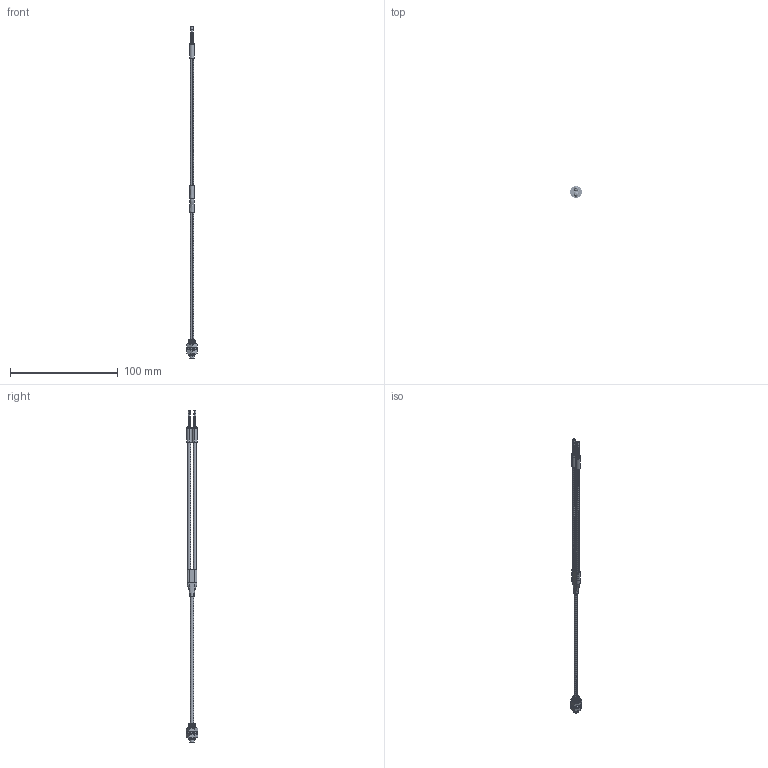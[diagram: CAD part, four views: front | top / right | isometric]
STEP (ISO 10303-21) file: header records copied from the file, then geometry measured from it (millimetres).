
FILE_DESCRIPTION((''),'2;1');
FILE_NAME('161901_ASM','2016-01-05T',('pdmadmin'),(''),'PRO/ENGINEER BY PARAMETRIC TECHNOLOGY CORPORATION, 2013230','PRO/ENGINEER BY PARAMETRIC TECHNOLOGY CORPORATION, 2013230','');
FILE_SCHEMA(('CONFIG_CONTROL_DESIGN'));
Length unit declared in the file: inch
Products named in the file (9): 111770; 110533; 110532; 110534; 110897; 30920; 30921; FIBER_CORE_1MM; 161901_ASM
Assembly tree (12 placements, depth 2):
  161901_ASM
    111770
    110533  x2
    110532  x2
    110534
    110897
    30920
    30921  x2
    FIBER_CORE_1MM  x2
Bounding box: 11 x 11 x 308.32 mm (x, y, z)
Volume: 2250.8 mm3; surface area: 16411.2 mm2
Topology: 15 solids, 17 shells, 1172 faces, 2431 edges, 1289 vertices
Faces by surface type: torus 400, cone 276, cylinder 226, bspline 212, plane 58
Entity records: 48400 total; most frequent: CARTESIAN_POINT 34217, DIRECTION 2972, ORIENTED_EDGE 2874, EDGE_CURVE 1439, AXIS2_PLACEMENT_3D 1243, VERTEX_POINT 781, EDGE_LOOP 692, CIRCLE 692
